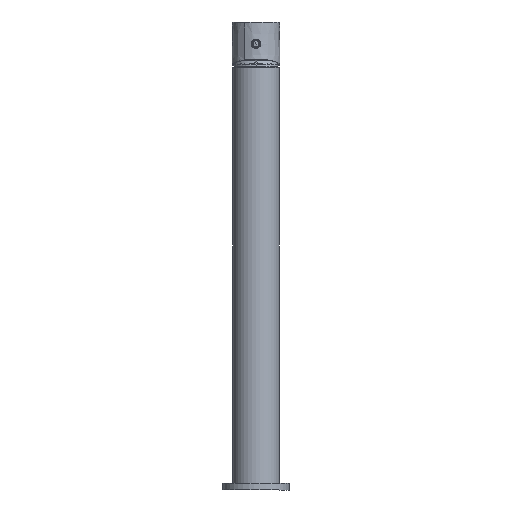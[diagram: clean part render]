
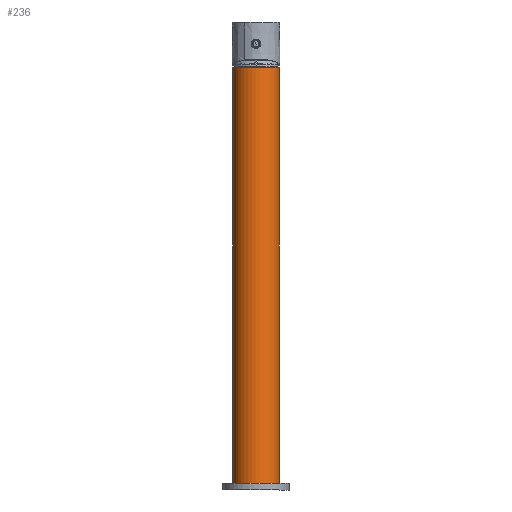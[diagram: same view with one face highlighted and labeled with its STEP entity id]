
A CAD part, front view. The second image highlights one B-rep face of the part: STEP entity #236.
In plain terms, the highlighted cylindrical face has radius 16 mm (diameter 32 mm), a partial arc.
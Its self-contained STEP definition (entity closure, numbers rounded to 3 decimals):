
#197=CARTESIAN_POINT('Axis2P3D Location',(0.,0.,-129.5)) ;
#202=CARTESIAN_POINT('Line Origine',(-16.,0.,-129.5)) ;
#206=CARTESIAN_POINT('Vertex',(-16.,0.,14.)) ;
#208=CARTESIAN_POINT('Vertex',(-16.,0.,-273.)) ;
#211=CARTESIAN_POINT('Axis2P3D Location',(0.,0.,-273.)) ;
#215=CARTESIAN_POINT('Vertex',(16.,0.,-273.)) ;
#218=CARTESIAN_POINT('Line Origine',(16.,0.,-129.5)) ;
#222=CARTESIAN_POINT('Vertex',(16.,0.,14.)) ;
#225=CARTESIAN_POINT('Axis2P3D Location',(0.,0.,14.)) ;
#204=VECTOR('Line Direction',#203,1.) ;
#220=VECTOR('Line Direction',#219,1.) ;
#198=DIRECTION('Axis2P3D Direction',(0.,0.,1.)) ;
#199=DIRECTION('Axis2P3D XDirection',(-1.,0.,0.)) ;
#203=DIRECTION('Vector Direction',(0.,0.,1.)) ;
#212=DIRECTION('Axis2P3D Direction',(0.,0.,1.)) ;
#219=DIRECTION('Vector Direction',(0.,0.,1.)) ;
#226=DIRECTION('Axis2P3D Direction',(0.,0.,1.)) ;
#200=AXIS2_PLACEMENT_3D('Cylinder Axis2P3D',#197,#198,#199) ;
#213=AXIS2_PLACEMENT_3D('Circle Axis2P3D',#211,#212,$) ;
#227=AXIS2_PLACEMENT_3D('Circle Axis2P3D',#225,#226,$) ;
#205=LINE('Line',#202,#204) ;
#221=LINE('Line',#218,#220) ;
#214=CIRCLE('generated circle',#213,16.) ;
#228=CIRCLE('generated circle',#227,16.) ;
#201=CYLINDRICAL_SURFACE('generated cylinder',#200,16.) ;
#210=EDGE_CURVE('',#207,#209,#205,.F.) ;
#217=EDGE_CURVE('',#209,#216,#214,.T.) ;
#224=EDGE_CURVE('',#216,#223,#221,.T.) ;
#229=EDGE_CURVE('',#223,#207,#228,.F.) ;
#231=ORIENTED_EDGE('',*,*,#210,.T.) ;
#232=ORIENTED_EDGE('',*,*,#217,.T.) ;
#233=ORIENTED_EDGE('',*,*,#224,.T.) ;
#234=ORIENTED_EDGE('',*,*,#229,.T.) ;
#230=EDGE_LOOP('',(#231,#232,#233,#234)) ;
#207=VERTEX_POINT('',#206) ;
#209=VERTEX_POINT('',#208) ;
#216=VERTEX_POINT('',#215) ;
#223=VERTEX_POINT('',#222) ;
#236=ADVANCED_FACE('Superficie.3',(#235),#201,.T.) ;
#235=FACE_OUTER_BOUND('',#230,.T.) ;
